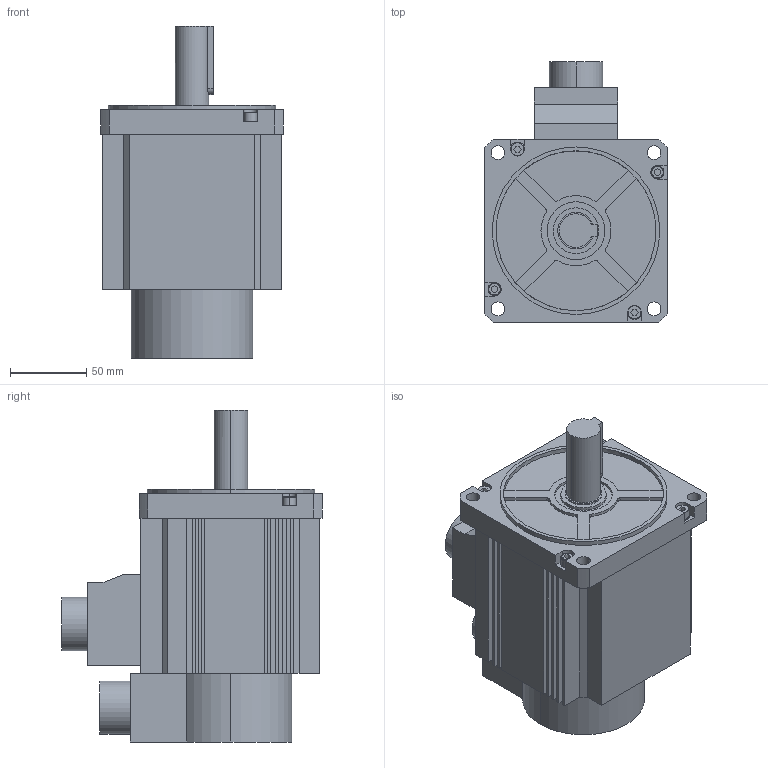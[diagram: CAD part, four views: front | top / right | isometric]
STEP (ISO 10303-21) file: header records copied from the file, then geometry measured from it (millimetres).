
FILE_DESCRIPTION (( 'STEP AP214' ), '1' );
FILE_NAME ('HPM120-01-200-01 Rev 1.STEP', '2017-03-28T03:32:25', ( '' ), ( '' ), 'SwSTEP 2.0', 'SolidWorks 2015', '' );
FILE_SCHEMA (( 'AUTOMOTIVE_DESIGN' ));
Length unit declared in the file: millimetre
Products named in the file (1): HPM120-01-200-01 Rev 1
Bounding box: 120 x 171 x 218 mm (x, y, z)
Volume: 1941484.6 mm3; surface area: 136695.7 mm2
Topology: 1 solids, 1 shells, 266 faces, 694 edges, 458 vertices
Faces by surface type: plane 170, cylinder 80, cone 8, bspline 8
Entity records: 11473 total; most frequent: CARTESIAN_POINT 2961, ORIENTED_EDGE 1388, DIRECTION 1347, EDGE_CURVE 694, VECTOR 515, LINE 515, VERTEX_POINT 458, AXIS2_PLACEMENT_3D 416
